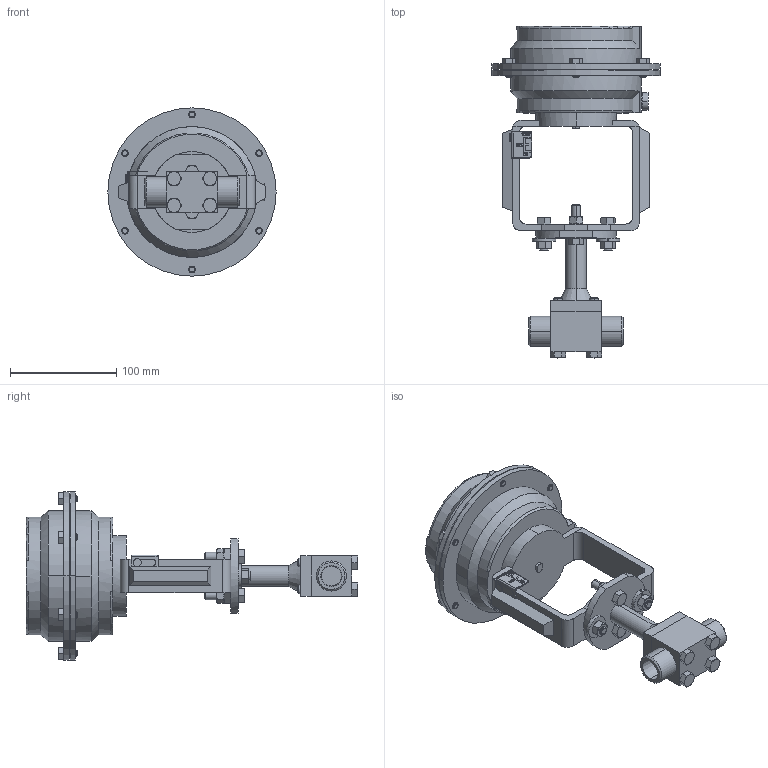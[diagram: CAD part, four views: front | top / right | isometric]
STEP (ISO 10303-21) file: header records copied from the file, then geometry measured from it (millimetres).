
FILE_DESCRIPTION (( 'STEP AP203' ), '1' );
FILE_NAME ('708-050-CB+HC+SB+A2-PT-14M.STEP', '2017-09-13T11:36:25', ( '' ), ( '' ), 'SwSTEP 2.0', 'SolidWorks 2014', '' );
FILE_SCHEMA (( 'CONFIG_CONTROL_DESIGN' ));
Length unit declared in the file: inch
Products named in the file (1): 708-050-CB+HC+SB+A2-PT-14M
Bounding box: 158.75 x 312.98 x 158.75 mm (x, y, z)
Volume: 1316172.3 mm3; surface area: 143225 mm2
Topology: 1 solids, 1 shells, 641 faces, 1543 edges, 960 vertices
Faces by surface type: plane 302, cone 177, cylinder 98, bspline 60, torus 4
Entity records: 26009 total; most frequent: CARTESIAN_POINT 11730, ORIENTED_EDGE 3086, DIRECTION 2675, EDGE_CURVE 1543, AXIS2_PLACEMENT_3D 972, VERTEX_POINT 960, VECTOR 731, LINE 731
